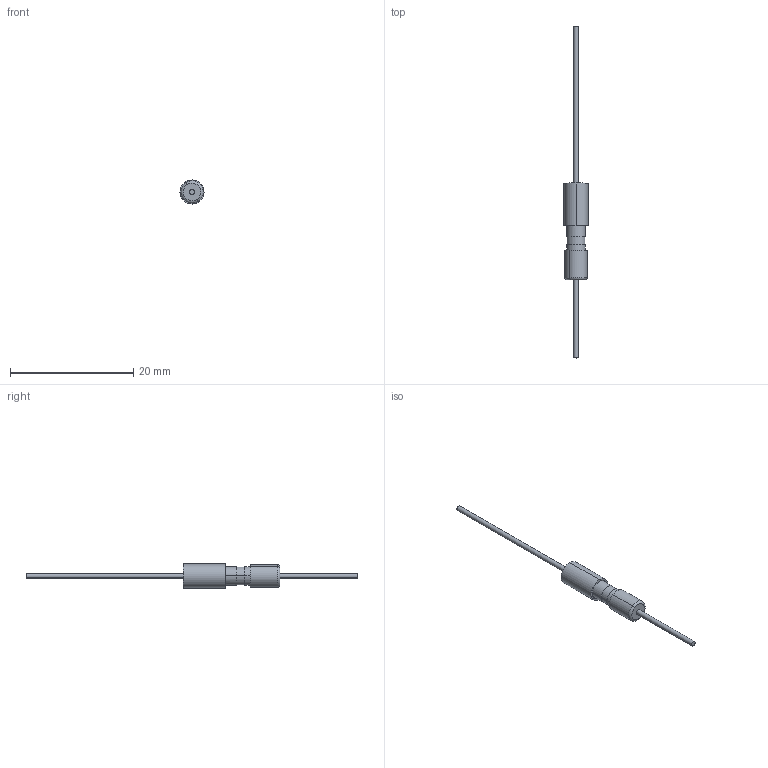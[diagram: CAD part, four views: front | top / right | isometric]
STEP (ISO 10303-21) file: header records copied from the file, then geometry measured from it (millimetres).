
FILE_DESCRIPTION (( 'STEP AP203' ), '1' );
FILE_NAME ('A0070-1-W.STEP', '2019-10-23T17:12:52', ( '' ), ( '' ), 'SwSTEP 2.0', 'SolidWorks 2019', '' );
FILE_SCHEMA (( 'CONFIG_CONTROL_DESIGN' ));
Length unit declared in the file: inch
Products named in the file (1): A0070-1-W
Bounding box: 3.91 x 53.98 x 3.91 mm (x, y, z)
Volume: 156.5 mm3; surface area: 390 mm2
Topology: 1 solids, 1 shells, 36 faces, 74 edges, 48 vertices
Faces by surface type: cylinder 20, plane 10, cone 4, torus 2
Entity records: 1055 total; most frequent: DIRECTION 198, CARTESIAN_POINT 159, ORIENTED_EDGE 148, AXIS2_PLACEMENT_3D 87, EDGE_CURVE 74, CIRCLE 50, VERTEX_POINT 48, EDGE_LOOP 44
